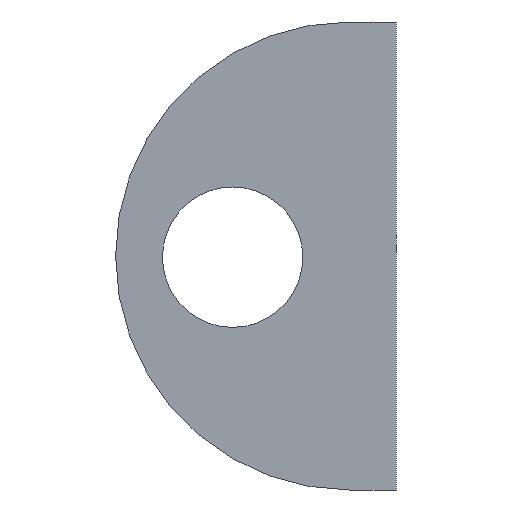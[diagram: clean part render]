
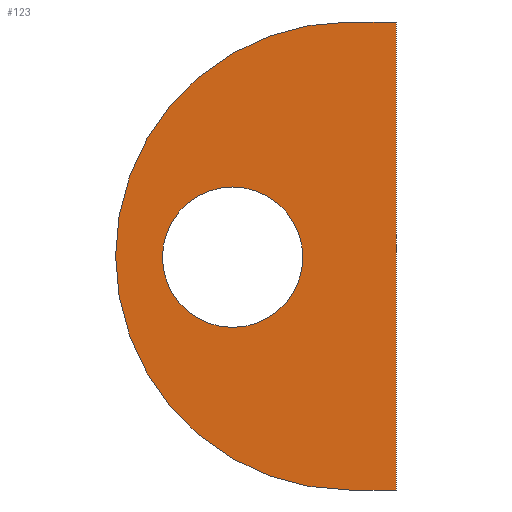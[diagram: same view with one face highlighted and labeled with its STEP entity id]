
A CAD part, left-side view. The second image highlights one B-rep face of the part: STEP entity #123.
In plain terms, the highlighted planar face has unit normal (-1, 0, 0).
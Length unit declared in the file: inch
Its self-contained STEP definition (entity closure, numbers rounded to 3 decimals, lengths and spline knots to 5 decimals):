
#18=FACE_BOUND('',#30,.T.);
#21=FACE_OUTER_BOUND('',#29,.T.);
#29=EDGE_LOOP('',(#95,#96,#97,#98));
#30=EDGE_LOOP('',(#99));
#40=LINE('',#208,#51);
#41=LINE('',#210,#52);
#42=LINE('',#211,#53);
#51=VECTOR('',#172,0.3937);
#52=VECTOR('',#173,0.3937);
#53=VECTOR('',#174,0.3937);
#59=CIRCLE('',#146,0.5);
#60=CIRCLE('',#148,0.15);
#66=VERTEX_POINT('',#201);
#67=VERTEX_POINT('',#203);
#68=VERTEX_POINT('',#207);
#69=VERTEX_POINT('',#209);
#70=VERTEX_POINT('',#212);
#77=EDGE_CURVE('',#66,#67,#59,.T.);
#79=EDGE_CURVE('',#66,#68,#40,.T.);
#80=EDGE_CURVE('',#68,#69,#41,.T.);
#81=EDGE_CURVE('',#69,#67,#42,.T.);
#82=EDGE_CURVE('',#70,#70,#60,.T.);
#95=ORIENTED_EDGE('',*,*,#77,.F.);
#96=ORIENTED_EDGE('',*,*,#79,.T.);
#97=ORIENTED_EDGE('',*,*,#80,.T.);
#98=ORIENTED_EDGE('',*,*,#81,.T.);
#99=ORIENTED_EDGE('',*,*,#82,.F.);
#117=PLANE('',#147);
#123=ADVANCED_FACE('',(#21,#18),#117,.F.);
#146=AXIS2_PLACEMENT_3D('',#204,#167,#168);
#147=AXIS2_PLACEMENT_3D('',#206,#170,#171);
#148=AXIS2_PLACEMENT_3D('',#213,#175,#176);
#167=DIRECTION('center_axis',(1.,0.,0.));
#168=DIRECTION('ref_axis',(0.,0.707,-0.707));
#170=DIRECTION('center_axis',(1.,0.,0.));
#171=DIRECTION('ref_axis',(0.,1.,0.));
#172=DIRECTION('',(0.,-1.,0.));
#173=DIRECTION('',(0.,0.,1.));
#174=DIRECTION('',(0.,1.,0.));
#175=DIRECTION('center_axis',(-1.,0.,0.));
#176=DIRECTION('ref_axis',(0.,1.,0.));
#201=CARTESIAN_POINT('',(0.,1.1,0.50253));
#203=CARTESIAN_POINT('',(0.,1.1,1.50253));
#204=CARTESIAN_POINT('Origin',(0.,1.1,1.00253));
#206=CARTESIAN_POINT('Origin',(0.,1.3,1.00253));
#207=CARTESIAN_POINT('',(0.,1.,0.50253));
#208=CARTESIAN_POINT('',(0.,1.6,0.50253));
#209=CARTESIAN_POINT('',(0.,1.,1.50253));
#210=CARTESIAN_POINT('',(0.,1.,0.50253));
#211=CARTESIAN_POINT('',(0.,1.,1.50253));
#212=CARTESIAN_POINT('',(0.,1.2,1.));
#213=CARTESIAN_POINT('Origin',(0.,1.35,1.));
